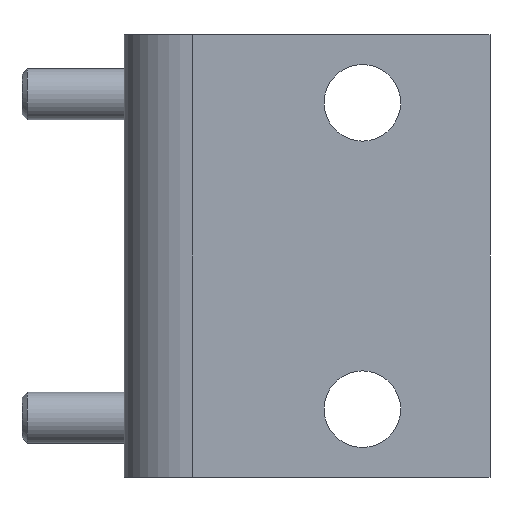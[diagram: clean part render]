
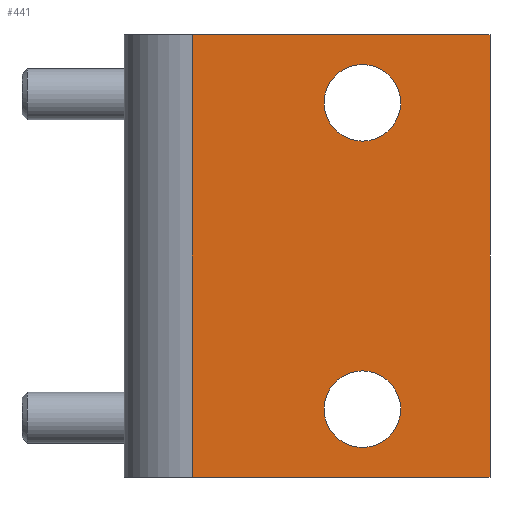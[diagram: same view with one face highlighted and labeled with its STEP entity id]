
A CAD part, front view. The second image highlights one B-rep face of the part: STEP entity #441.
In plain terms, the highlighted planar face has unit normal (0, -1, 0).
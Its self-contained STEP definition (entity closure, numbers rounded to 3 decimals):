
#327=CARTESIAN_POINT('',(43.,-36.,-26.));
#328=VERTEX_POINT('',#327);
#336=CARTESIAN_POINT('',(43.,-36.,26.));
#337=VERTEX_POINT('',#336);
#344=CARTESIAN_POINT('',(43.,-36.,26.));
#345=DIRECTION('',(0.,0.,-1.));
#346=VECTOR('',#345,52.);
#347=LINE('',#344,#346);
#348=EDGE_CURVE('',#337,#328,#347,.T.);
#353=CARTESIAN_POINT('',(8.,-36.,26.));
#354=DIRECTION('',(0.,1.,0.));
#355=DIRECTION('',(0.,0.,1.));
#356=AXIS2_PLACEMENT_3D('',#353,#354,#355);
#357=PLANE('',#356);
#358=CARTESIAN_POINT('',(32.5,-36.,18.));
#359=VERTEX_POINT('',#358);
#360=CARTESIAN_POINT('',(28.,-36.,13.5));
#361=VERTEX_POINT('',#360);
#362=CARTESIAN_POINT('',(28.,-36.,18.));
#363=DIRECTION('',(-0.,1.,0.));
#364=DIRECTION('',(1.,0.,0.));
#365=AXIS2_PLACEMENT_3D('',#362,#363,#364);
#366=CIRCLE('',#365,4.5);
#367=EDGE_CURVE('',#359,#361,#366,.T.);
#368=ORIENTED_EDGE('',*,*,#367,.T.);
#369=CARTESIAN_POINT('',(28.,-36.,22.5));
#370=VERTEX_POINT('',#369);
#371=CARTESIAN_POINT('',(28.,-36.,18.));
#372=DIRECTION('',(-0.,1.,0.));
#373=DIRECTION('',(1.,0.,0.));
#374=AXIS2_PLACEMENT_3D('',#371,#372,#373);
#375=CIRCLE('',#374,4.5);
#376=EDGE_CURVE('',#361,#370,#375,.T.);
#377=ORIENTED_EDGE('',*,*,#376,.T.);
#378=CARTESIAN_POINT('',(28.,-36.,18.));
#379=DIRECTION('',(-0.,1.,0.));
#380=DIRECTION('',(1.,0.,0.));
#381=AXIS2_PLACEMENT_3D('',#378,#379,#380);
#382=CIRCLE('',#381,4.5);
#383=EDGE_CURVE('',#370,#359,#382,.T.);
#384=ORIENTED_EDGE('',*,*,#383,.T.);
#385=EDGE_LOOP('',(#368,#377,#384));
#386=FACE_BOUND('',#385,.T.);
#387=CARTESIAN_POINT('',(32.5,-36.,-18.));
#388=VERTEX_POINT('',#387);
#389=CARTESIAN_POINT('',(28.,-36.,-22.5));
#390=VERTEX_POINT('',#389);
#391=CARTESIAN_POINT('',(28.,-36.,-18.));
#392=DIRECTION('',(-0.,1.,0.));
#393=DIRECTION('',(1.,0.,0.));
#394=AXIS2_PLACEMENT_3D('',#391,#392,#393);
#395=CIRCLE('',#394,4.5);
#396=EDGE_CURVE('',#388,#390,#395,.T.);
#397=ORIENTED_EDGE('',*,*,#396,.T.);
#398=CARTESIAN_POINT('',(28.,-36.,-13.5));
#399=VERTEX_POINT('',#398);
#400=CARTESIAN_POINT('',(28.,-36.,-18.));
#401=DIRECTION('',(-0.,1.,0.));
#402=DIRECTION('',(1.,0.,0.));
#403=AXIS2_PLACEMENT_3D('',#400,#401,#402);
#404=CIRCLE('',#403,4.5);
#405=EDGE_CURVE('',#390,#399,#404,.T.);
#406=ORIENTED_EDGE('',*,*,#405,.T.);
#407=CARTESIAN_POINT('',(28.,-36.,-18.));
#408=DIRECTION('',(-0.,1.,0.));
#409=DIRECTION('',(1.,0.,0.));
#410=AXIS2_PLACEMENT_3D('',#407,#408,#409);
#411=CIRCLE('',#410,4.5);
#412=EDGE_CURVE('',#399,#388,#411,.T.);
#413=ORIENTED_EDGE('',*,*,#412,.T.);
#414=EDGE_LOOP('',(#397,#406,#413));
#415=FACE_BOUND('',#414,.T.);
#416=CARTESIAN_POINT('',(8.,-36.,-26.));
#417=VERTEX_POINT('',#416);
#418=CARTESIAN_POINT('',(8.,-36.,-26.));
#419=DIRECTION('',(1.,0.,-0.));
#420=VECTOR('',#419,35.);
#421=LINE('',#418,#420);
#422=EDGE_CURVE('',#417,#328,#421,.T.);
#423=ORIENTED_EDGE('',*,*,#422,.T.);
#424=ORIENTED_EDGE('',*,*,#348,.F.);
#425=CARTESIAN_POINT('',(8.,-36.,26.));
#426=VERTEX_POINT('',#425);
#427=CARTESIAN_POINT('',(8.,-36.,26.));
#428=DIRECTION('',(1.,0.,-0.));
#429=VECTOR('',#428,35.);
#430=LINE('',#427,#429);
#431=EDGE_CURVE('',#426,#337,#430,.T.);
#432=ORIENTED_EDGE('',*,*,#431,.F.);
#433=CARTESIAN_POINT('',(8.,-36.,26.));
#434=DIRECTION('',(0.,0.,-1.));
#435=VECTOR('',#434,52.);
#436=LINE('',#433,#435);
#437=EDGE_CURVE('',#426,#417,#436,.T.);
#438=ORIENTED_EDGE('',*,*,#437,.T.);
#439=EDGE_LOOP('',(#423,#424,#432,#438));
#440=FACE_BOUND('',#439,.T.);
#441=ADVANCED_FACE('',(#386,#415,#440),#357,.F.);
